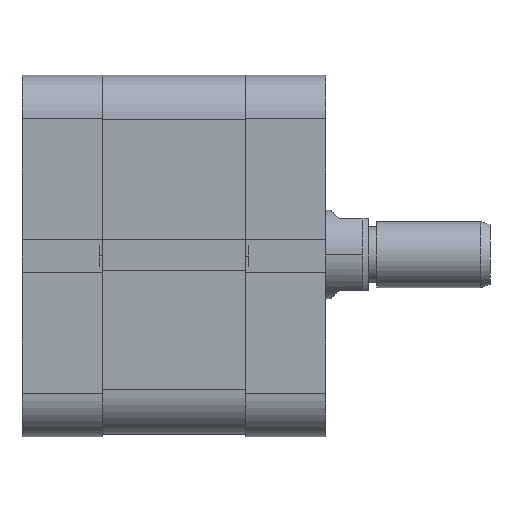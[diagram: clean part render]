
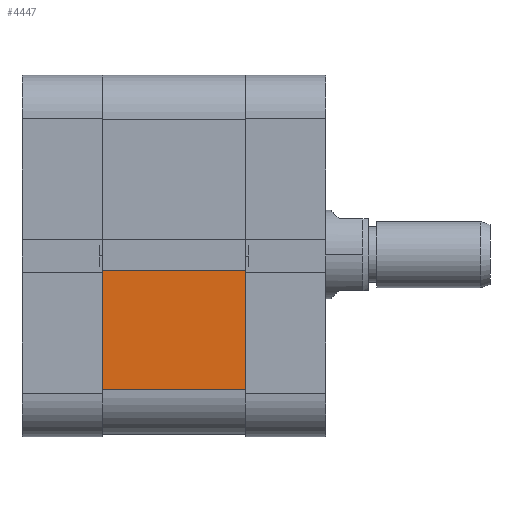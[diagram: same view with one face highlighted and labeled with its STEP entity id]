
A CAD part, front view. The second image highlights one B-rep face of the part: STEP entity #4447.
In plain terms, the highlighted planar face has unit normal (0, -1, 0).
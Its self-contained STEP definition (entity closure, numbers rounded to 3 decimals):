
#505 = FACE_OUTER_BOUND ( 'NONE', #12284, .T. ) ;
#2099 = VECTOR ( 'NONE', #29898, 1000. ) ;
#3649 = DIRECTION ( 'NONE',  ( -1., 0., 0. ) ) ;
#3862 = CARTESIAN_POINT ( 'NONE',  ( 26., -32.5, -24.5 ) ) ;
#4447 = ADVANCED_FACE ( 'NONE', ( #505 ), #26556, .F. ) ;
#4741 = LINE ( 'NONE', #35319, #2099 ) ;
#5993 = ORIENTED_EDGE ( 'NONE', *, *, #9326, .T. ) ;
#6090 = CARTESIAN_POINT ( 'NONE',  ( 0., -32.5, -32.5 ) ) ;
#6314 = EDGE_CURVE ( 'NONE', #13253, #28820, #4741, .T. ) ;
#6502 = CARTESIAN_POINT ( 'NONE',  ( 0., -32.5, -2.8 ) ) ;
#7271 = CARTESIAN_POINT ( 'NONE',  ( 0., -32.5, -24.5 ) ) ;
#8629 = LINE ( 'NONE', #6090, #20408 ) ;
#9326 = EDGE_CURVE ( 'NONE', #31814, #28820, #10751, .T. ) ;
#10401 = CARTESIAN_POINT ( 'NONE',  ( 26., -32.5, -24.5 ) ) ;
#10564 = DIRECTION ( 'NONE',  ( 1., 0., 0. ) ) ;
#10751 = LINE ( 'NONE', #10401, #11422 ) ;
#11422 = VECTOR ( 'NONE', #10564, 1000. ) ;
#12284 = EDGE_LOOP ( 'NONE', ( #32541, #24924, #5993, #14920 ) ) ;
#13048 = CARTESIAN_POINT ( 'NONE',  ( 26., -32.5, -2.8 ) ) ;
#13253 = VERTEX_POINT ( 'NONE', #13048 ) ;
#14213 = AXIS2_PLACEMENT_3D ( 'NONE', #34879, #23482, #25833 ) ;
#14920 = ORIENTED_EDGE ( 'NONE', *, *, #6314, .F. ) ;
#16854 = VERTEX_POINT ( 'NONE', #6502 ) ;
#19690 = DIRECTION ( 'NONE',  ( 0., 0., -1. ) ) ;
#20408 = VECTOR ( 'NONE', #19690, 1000. ) ;
#23482 = DIRECTION ( 'NONE',  ( 0., 1., 0. ) ) ;
#23882 = EDGE_CURVE ( 'NONE', #16854, #31814, #8629, .T. ) ;
#24413 = EDGE_CURVE ( 'NONE', #13253, #16854, #31525, .T. ) ;
#24924 = ORIENTED_EDGE ( 'NONE', *, *, #23882, .T. ) ;
#25833 = DIRECTION ( 'NONE',  ( 0., 0., 1. ) ) ;
#26556 = PLANE ( 'NONE',  #14213 ) ;
#28820 = VERTEX_POINT ( 'NONE', #3862 ) ;
#29898 = DIRECTION ( 'NONE',  ( 0., 0., -1. ) ) ;
#30801 = CARTESIAN_POINT ( 'NONE',  ( 26.001, -32.5, -2.8 ) ) ;
#31525 = LINE ( 'NONE', #30801, #33117 ) ;
#31814 = VERTEX_POINT ( 'NONE', #7271 ) ;
#32541 = ORIENTED_EDGE ( 'NONE', *, *, #24413, .T. ) ;
#33117 = VECTOR ( 'NONE', #3649, 1000. ) ;
#34879 = CARTESIAN_POINT ( 'NONE',  ( 26., -32.5, -32.5 ) ) ;
#35319 = CARTESIAN_POINT ( 'NONE',  ( 26., -32.5, -32.5 ) ) ;
